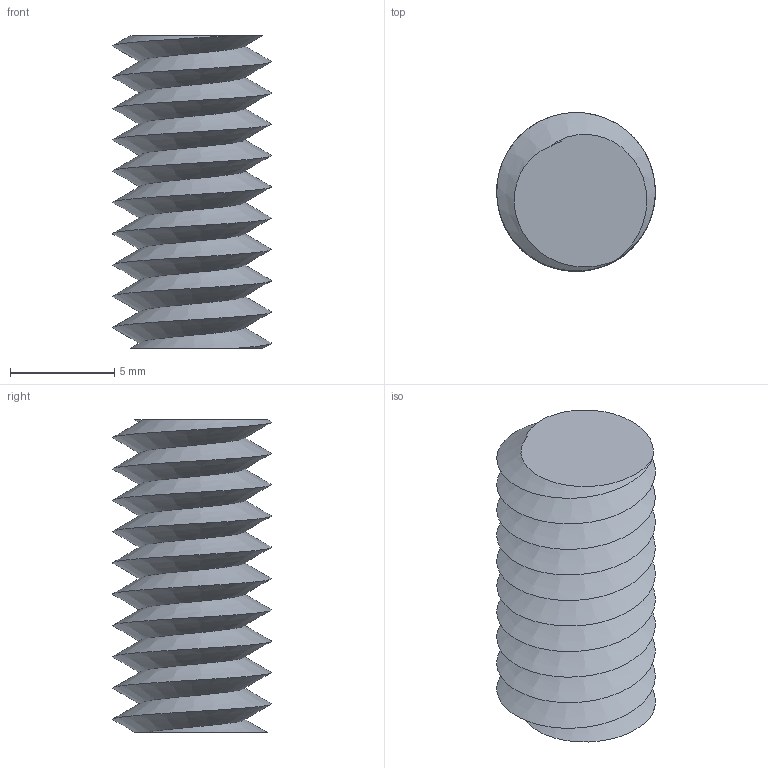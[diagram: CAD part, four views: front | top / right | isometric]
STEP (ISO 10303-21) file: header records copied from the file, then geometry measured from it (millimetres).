
FILE_DESCRIPTION(('FreeCAD Model'),'2;1');
FILE_NAME('Open CASCADE Shape Model','2024-10-26T21:36:39',(''),(''), 'Open CASCADE STEP processor 7.7','FreeCAD','Unknown');
FILE_SCHEMA(('AUTOMOTIVE_DESIGN { 1 0 10303 214 1 1 1 1 }'));
Length unit declared in the file: millimetre
Products named in the file (1): STEMFIE Construction Standard - Template - Thread - Female 15mm 
Stackable [7mm hole Vertical] - SCS-TPL-0019
Bounding box: 7.61 x 7.6 x 15 mm (x, y, z)
Volume: 474.7 mm3; surface area: 658.2 mm2
Topology: 1 solids, 1 shells, 4 faces, 6 edges, 4 vertices
Faces by surface type: plane 2, bspline 2
Entity records: 1779 total; most frequent: CARTESIAN_POINT 1698, ORIENTED_EDGE 12, DIRECTION 6, EDGE_CURVE 6, B_SPLINE_CURVE_WITH_KNOTS 6, ADVANCED_FACE 4, FACE_BOUND 4, EDGE_LOOP 4
